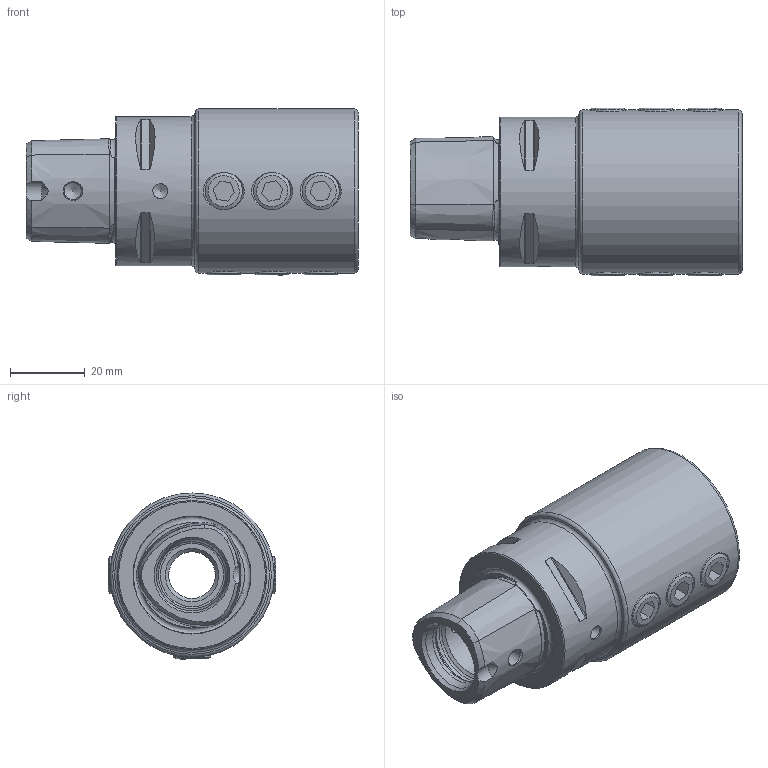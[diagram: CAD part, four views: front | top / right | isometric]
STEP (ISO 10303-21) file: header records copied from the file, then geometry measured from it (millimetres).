
FILE_DESCRIPTION (( 'STEP AP214' ), '1' );
FILE_NAME ('PS4.B25.K01.065.STEP', '2021-07-19T06:20:50', ( '' ), ( '' ), 'SwSTEP 2.0', 'SolidWorks 2017', '' );
FILE_SCHEMA (( 'AUTOMOTIVE_DESIGN' ));
Length unit declared in the file: millimetre
Products named in the file (3): PS4-B25.K01.065_A; PS4.B25.K01.065; ISO 4026 - M10 x 10_PreviewCfg
Assembly tree (10 placements, depth 2):
  PS4.B25.K01.065
    PS4-B25.K01.065_A
    ISO 4026 - M10 x 10_PreviewCfg  x9
Bounding box: 89 x 45 x 44.5 mm (x, y, z)
Volume: 71886.2 mm3; surface area: 25557 mm2
Topology: 10 solids, 10 shells, 225 faces, 534 edges, 337 vertices
Faces by surface type: plane 101, cone 64, cylinder 38, torus 22
Full cylindrical faces by diameter (mm): 4 x1, 4.6 x2, 8.5 x9, 10 x9, 12.5 x1, 18 x2, 20 x1, 25 x1, 25.6 x1, 40 x1, 44 x1
Entity records: 5528 total; most frequent: CARTESIAN_POINT 2601, DIRECTION 542, ORIENTED_EDGE 490, EDGE_CURVE 245, AXIS2_PLACEMENT_3D 241, EDGE_LOOP 210, VERTEX_POINT 179, FACE_OUTER_BOUND 160
